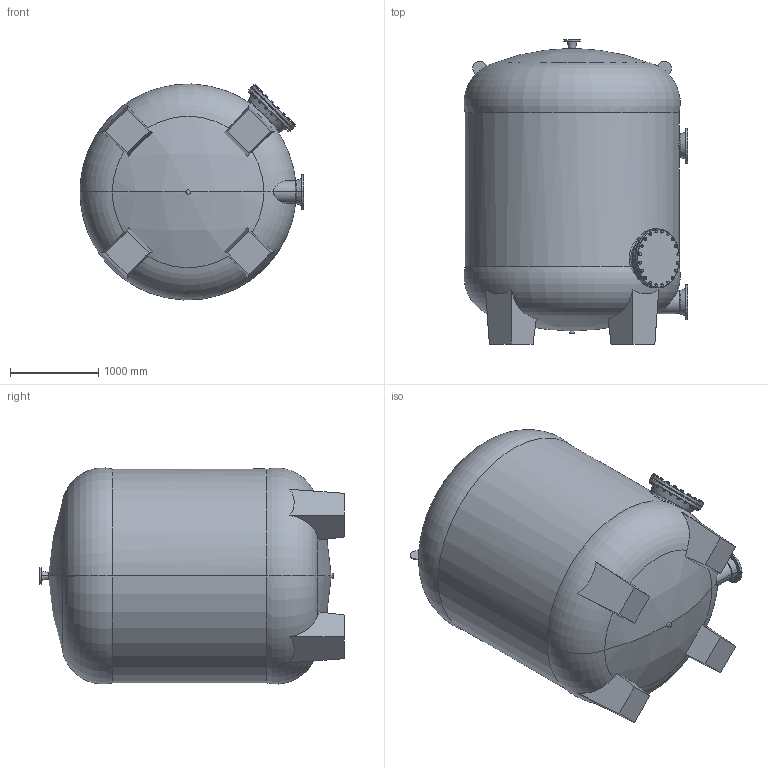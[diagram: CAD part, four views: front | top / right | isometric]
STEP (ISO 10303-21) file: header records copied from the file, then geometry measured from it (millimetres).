
FILE_DESCRIPTION (( 'STEP AP214' ), '1' );
FILE_NAME ('ozon_reactor_240c_.STEP', '2020-11-03T09:18:08', ( '' ), ( '' ), 'SwSTEP 2.0', 'SolidWorks 2019', '' );
FILE_SCHEMA (( 'AUTOMOTIVE_DESIGN' ));
Length unit declared in the file: millimetre
Products named in the file (4): Prirobnica DN15-DN700_DN65; Prirobnica DN15-DN700_DN250; ozon_reactor_240c_; ozon_reactor_240c_sb1500
Assembly tree (4 placements, depth 2):
  ozon_reactor_240c_
    ozon_reactor_240c_sb1500
    Prirobnica DN15-DN700_DN250  x2
    Prirobnica DN15-DN700_DN65
Bounding box: 2537.39 x 3449.74 x 2447.57 mm (x, y, z)
Volume: 6734406.2 mm3; surface area: 33213710.4 mm2
Topology: 3 solids, 72 shells, 739 faces, 1861 edges, 1181 vertices
Faces by surface type: plane 324, cone 246, cylinder 115, torus 46, sphere 4, bspline 4
Entity records: 47565 total; most frequent: CARTESIAN_POINT 31613, ORIENTED_EDGE 3071, EDGE_CURVE 1759, DIRECTION 1676, B_SPLINE_CURVE_WITH_KNOTS 1603, VERTEX_POINT 1115, AXIS2_PLACEMENT_3D 816, EDGE_LOOP 738
